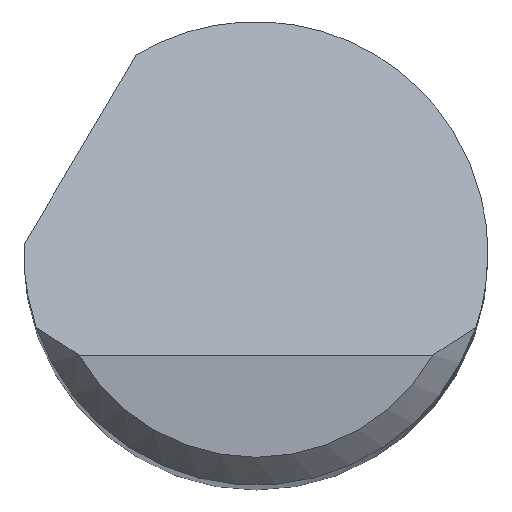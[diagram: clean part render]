
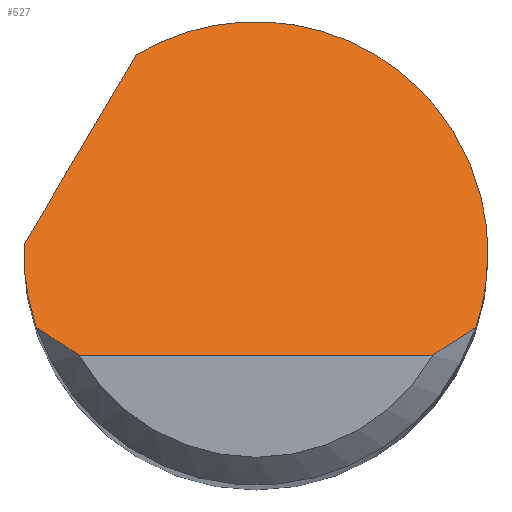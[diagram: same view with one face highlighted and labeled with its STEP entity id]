
A CAD part, top view. The second image highlights one B-rep face of the part: STEP entity #527.
In plain terms, the highlighted planar face has unit normal (0, 0.707, 0.707).
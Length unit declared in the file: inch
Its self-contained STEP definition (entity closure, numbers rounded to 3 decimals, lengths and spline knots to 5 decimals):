
#2 =( BOUNDED_CURVE ( )  B_SPLINE_CURVE ( 3, ( #29, #806, #587, #868 ),
 .UNSPECIFIED., .F., .F. ) 
 B_SPLINE_CURVE_WITH_KNOTS ( ( 4, 4 ),
 ( 1.5708, 1.89653 ),
 .UNSPECIFIED. ) 
 CURVE ( )  GEOMETRIC_REPRESENTATION_ITEM ( )  RATIONAL_B_SPLINE_CURVE ( ( 1., 0.991, 0.991, 1. ) ) 
 REPRESENTATION_ITEM ( '' )  );
#20 = EDGE_CURVE ( 'NONE', #773, #424, #2, .T. ) ;
#23 = VERTEX_POINT ( 'NONE', #156 ) ;
#29 = CARTESIAN_POINT ( 'NONE',  ( 0.125, 0., 1.945 ) ) ;
#37 = CARTESIAN_POINT ( 'NONE',  ( 0.0296, 0.1636, 1.7814 ) ) ;
#51 = CARTESIAN_POINT ( 'NONE',  ( -0.09526, -0.055, 2. ) ) ;
#52 = ORIENTED_EDGE ( 'NONE', *, *, #255, .F. ) ;
#53 = CARTESIAN_POINT ( 'NONE',  ( 0.11843, -0.04, 1.985 ) ) ;
#68 = CARTESIAN_POINT ( 'NONE',  ( -0.11843, -0.04, 1.985 ) ) ;
#82 = ORIENTED_EDGE ( 'NONE', *, *, #329, .F. ) ;
#96 = FACE_OUTER_BOUND ( 'NONE', #375, .T. ) ;
#97 = ORIENTED_EDGE ( 'NONE', *, *, #777, .F. ) ;
#121 = CARTESIAN_POINT ( 'NONE',  ( 0.10339, -0.05031, 1.99531 ) ) ;
#124 = VECTOR ( 'NONE', #606, 39.37008 ) ;
#152 = B_SPLINE_CURVE_WITH_KNOTS ( 'NONE', 3,
 ( #381, #388, #722, #51 ),
 .UNSPECIFIED., .F., .F.,
 ( 4, 4 ),
 ( 0., 0.0008 ),
 .UNSPECIFIED. ) ;
#156 = CARTESIAN_POINT ( 'NONE',  ( -0.125, 0., 1.945 ) ) ;
#169 = VERTEX_POINT ( 'NONE', #421 ) ;
#171 = PLANE ( 'NONE',  #610 ) ;
#179 = CARTESIAN_POINT ( 'NONE',  ( -0.12497, 0.00333, 1.94167 ) ) ;
#180 =( BOUNDED_CURVE ( )  B_SPLINE_CURVE ( 3, ( #769, #37, #304, #846 ),
 .UNSPECIFIED., .F., .F. ) 
 B_SPLINE_CURVE_WITH_KNOTS ( ( 4, 4 ),
 ( 5.74227, 7.85398 ),
 .UNSPECIFIED. ) 
 CURVE ( )  GEOMETRIC_REPRESENTATION_ITEM ( )  RATIONAL_B_SPLINE_CURVE ( ( 1., 0.662, 0.662, 1. ) ) 
 REPRESENTATION_ITEM ( '' )  );
#188 = CARTESIAN_POINT ( 'NONE',  ( -0.125, 0., 1.945 ) ) ;
#209 = LINE ( 'NONE', #333, #124 ) ;
#241 = ORIENTED_EDGE ( 'NONE', *, *, #347, .T. ) ;
#255 = EDGE_CURVE ( 'NONE', #780, #773, #180, .T. ) ;
#256 = CARTESIAN_POINT ( 'NONE',  ( -0.1249, 0.005, 1.94 ) ) ;
#273 = CARTESIAN_POINT ( 'NONE',  ( 0.11843, -0.04, 1.985 ) ) ;
#278 =( BOUNDED_CURVE ( )  B_SPLINE_CURVE ( 3, ( #188, #801, #179, #256 ),
 .UNSPECIFIED., .F., .F. ) 
 B_SPLINE_CURVE_WITH_KNOTS ( ( 4, 4 ),
 ( 4.71239, 4.7524 ),
 .UNSPECIFIED. ) 
 CURVE ( )  GEOMETRIC_REPRESENTATION_ITEM ( )  RATIONAL_B_SPLINE_CURVE ( ( 1., 1., 1., 1. ) ) 
 REPRESENTATION_ITEM ( '' )  );
#284 = VERTEX_POINT ( 'NONE', #841 ) ;
#292 = VERTEX_POINT ( 'NONE', #878 ) ;
#298 = VERTEX_POINT ( 'NONE', #317 ) ;
#304 = CARTESIAN_POINT ( 'NONE',  ( 0.125, 0.10961, 1.83539 ) ) ;
#317 = CARTESIAN_POINT ( 'NONE',  ( -0.09526, -0.055, 2. ) ) ;
#329 = EDGE_CURVE ( 'NONE', #23, #292, #278, .T. ) ;
#333 = CARTESIAN_POINT ( 'NONE',  ( -0.15516, -0.04606, 1.99106 ) ) ;
#335 = ORIENTED_EDGE ( 'NONE', *, *, #855, .T. ) ;
#340 = VECTOR ( 'NONE', #622, 39.37008 ) ;
#347 = EDGE_CURVE ( 'NONE', #284, #424, #543, .T. ) ;
#352 = CARTESIAN_POINT ( 'NONE',  ( -0.12279, -0.02708, 1.97208 ) ) ;
#375 = EDGE_LOOP ( 'NONE', ( #335, #241, #834, #52, #97, #82, #714, #814 ) ) ;
#376 = DIRECTION ( 'NONE',  ( 0., 0.707, -0.707 ) ) ;
#381 = CARTESIAN_POINT ( 'NONE',  ( -0.11843, -0.04, 1.985 ) ) ;
#388 = CARTESIAN_POINT ( 'NONE',  ( -0.11107, -0.04528, 1.99028 ) ) ;
#421 = CARTESIAN_POINT ( 'NONE',  ( -0.11843, -0.04, 1.985 ) ) ;
#424 = VERTEX_POINT ( 'NONE', #273 ) ;
#471 = CARTESIAN_POINT ( 'NONE',  ( -0.125, -0.01363, 1.95863 ) ) ;
#527 = ADVANCED_FACE ( 'NONE', ( #96 ), #171, .F. ) ;
#543 = B_SPLINE_CURVE_WITH_KNOTS ( 'NONE', 3,
 ( #864, #121, #656, #53 ),
 .UNSPECIFIED., .F., .F.,
 ( 4, 4 ),
 ( 0., 0.0008 ),
 .UNSPECIFIED. ) ;
#548 = CARTESIAN_POINT ( 'NONE',  ( 0.125, 0., 1.945 ) ) ;
#549 = CARTESIAN_POINT ( 'NONE',  ( -0.125, 0., 1.945 ) ) ;
#587 = CARTESIAN_POINT ( 'NONE',  ( 0.12279, -0.02708, 1.97208 ) ) ;
#606 = DIRECTION ( 'NONE',  ( 0.386, 0.652, -0.652 ) ) ;
#610 = AXIS2_PLACEMENT_3D ( 'NONE', #646, #863, #376 ) ;
#617 = CARTESIAN_POINT ( 'NONE',  ( -0.06437, 0.10715, 1.83785 ) ) ;
#622 = DIRECTION ( 'NONE',  ( 1., 0., 0. ) ) ;
#641 = EDGE_CURVE ( 'NONE', #169, #298, #152, .T. ) ;
#646 = CARTESIAN_POINT ( 'NONE',  ( -0.125, -0.055, 2. ) ) ;
#656 = CARTESIAN_POINT ( 'NONE',  ( 0.11107, -0.04528, 1.99028 ) ) ;
#714 = ORIENTED_EDGE ( 'NONE', *, *, #800, .F. ) ;
#722 = CARTESIAN_POINT ( 'NONE',  ( -0.10339, -0.05031, 1.99531 ) ) ;
#761 = CARTESIAN_POINT ( 'NONE',  ( 0., -0.055, 2. ) ) ;
#769 = CARTESIAN_POINT ( 'NONE',  ( -0.06437, 0.10715, 1.83785 ) ) ;
#773 = VERTEX_POINT ( 'NONE', #548 ) ;
#777 = EDGE_CURVE ( 'NONE', #292, #780, #209, .T. ) ;
#780 = VERTEX_POINT ( 'NONE', #617 ) ;
#800 = EDGE_CURVE ( 'NONE', #169, #23, #824, .T. ) ;
#801 = CARTESIAN_POINT ( 'NONE',  ( -0.125, 0.00167, 1.94333 ) ) ;
#806 = CARTESIAN_POINT ( 'NONE',  ( 0.125, -0.01363, 1.95863 ) ) ;
#814 = ORIENTED_EDGE ( 'NONE', *, *, #641, .T. ) ;
#824 =( BOUNDED_CURVE ( )  B_SPLINE_CURVE ( 3, ( #68, #352, #471, #549 ),
 .UNSPECIFIED., .F., .F. ) 
 B_SPLINE_CURVE_WITH_KNOTS ( ( 4, 4 ),
 ( 4.38666, 4.71239 ),
 .UNSPECIFIED. ) 
 CURVE ( )  GEOMETRIC_REPRESENTATION_ITEM ( )  RATIONAL_B_SPLINE_CURVE ( ( 1., 0.991, 0.991, 1. ) ) 
 REPRESENTATION_ITEM ( '' )  );
#834 = ORIENTED_EDGE ( 'NONE', *, *, #20, .F. ) ;
#838 = LINE ( 'NONE', #761, #340 ) ;
#841 = CARTESIAN_POINT ( 'NONE',  ( 0.09526, -0.055, 2. ) ) ;
#846 = CARTESIAN_POINT ( 'NONE',  ( 0.125, 0., 1.945 ) ) ;
#855 = EDGE_CURVE ( 'NONE', #298, #284, #838, .T. ) ;
#863 = DIRECTION ( 'NONE',  ( 0., -0.707, -0.707 ) ) ;
#864 = CARTESIAN_POINT ( 'NONE',  ( 0.09526, -0.055, 2. ) ) ;
#868 = CARTESIAN_POINT ( 'NONE',  ( 0.11843, -0.04, 1.985 ) ) ;
#878 = CARTESIAN_POINT ( 'NONE',  ( -0.1249, 0.005, 1.94 ) ) ;
